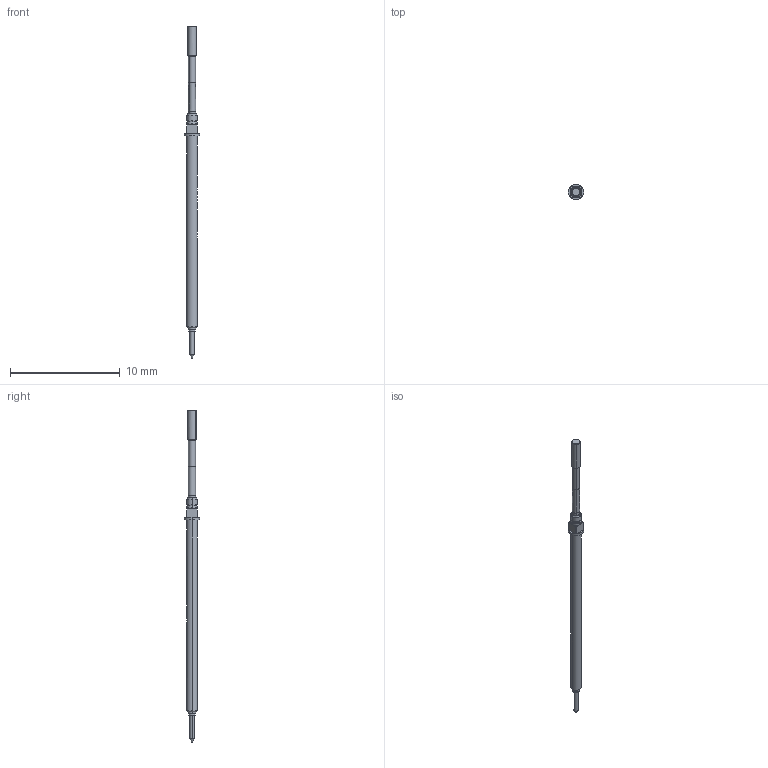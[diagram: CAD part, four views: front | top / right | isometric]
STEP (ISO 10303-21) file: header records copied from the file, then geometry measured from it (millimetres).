
FILE_DESCRIPTION (( 'STEP AP214' ), '1' );
FILE_NAME ('MOD-1029219-F86317T080N150.STEP', '2023-01-24T12:27:10', ( '' ), ( '' ), 'SwSTEP 2.0', 'SolidWorks 2020', '' );
FILE_SCHEMA (( 'AUTOMOTIVE_DESIGN' ));
Length unit declared in the file: millimetre
Products named in the file (1): MOD-1029219-F86317T080N150
Bounding box: 1.4 x 1.4 x 30.2 mm (x, y, z)
Volume: 18.8 mm3; surface area: 89 mm2
Topology: 1 solids, 1 shells, 200 faces, 520 edges, 333 vertices
Faces by surface type: plane 78, bspline 62, cylinder 40, cone 12, torus 8
Entity records: 11608 total; most frequent: CARTESIAN_POINT 4981, ORIENTED_EDGE 1040, DIRECTION 720, EDGE_CURVE 520, VERTEX_POINT 333, AXIS2_PLACEMENT_3D 275, B_SPLINE_CURVE_WITH_KNOTS 214, EDGE_LOOP 211
